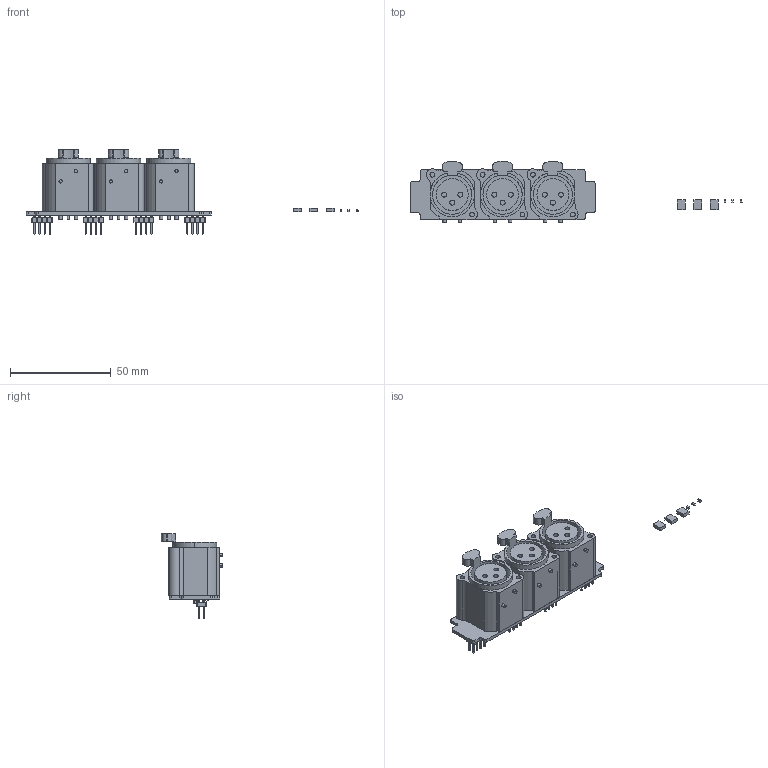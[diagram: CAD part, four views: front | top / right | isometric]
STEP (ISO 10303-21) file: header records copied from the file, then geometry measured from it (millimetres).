
FILE_DESCRIPTION(('Open CASCADE Model'),'2;1');
FILE_NAME('Open CASCADE Shape Model','2020-04-01T00:13:32',('Author'),( 'Open CASCADE'),'Open CASCADE STEP processor 6.8','Open CASCADE 6.8' ,'Unknown');
FILE_SCHEMA(('AUTOMOTIVE_DESIGN { 1 0 10303 214 1 1 1 1 }'));
Length unit declared in the file: millimetre
Products named in the file (23): PCB; Board; Open CASCADE STEP translator 6.8 2.1.1; J4; 61030821121; 6100xx21121_PIN; 61000821121; J3; J2; IC3; 7104843744; Extruded; IC2; IC1; C3; capacitor_0603; C2; C1; X3; 3-d-nc3faav1; X2; X1; J1
Assembly tree (38 placements, depth 4):
  PCB
    Board
      Open CASCADE STEP translator 6.8 2.1.1
    J4
      61030821121
        6100xx21121_PIN  x8
        61000821121
    J3
      61030821121
        6100xx21121_PIN  x8
        61000821121
    J2
      61030821121
        6100xx21121_PIN  x8
        61000821121
    IC3
      7104843744
        Extruded
    IC2
      7104843744
        Extruded
    IC1
      7104843744
        Extruded
    C3
      capacitor_0603
    C2
      capacitor_0603
    C1
      capacitor_0603
    X3
      3-d-nc3faav1
    X2
      3-d-nc3faav1
    X1
      3-d-nc3faav1
    J1
      61030821121
        6100xx21121_PIN  x8
        61000821121
Bounding box: 165 x 30.62 x 42.12 mm (x, y, z)
Volume: 40992.4 mm3; surface area: 24224.6 mm2
Topology: 46 solids, 46 shells, 1257 faces, 3080 edges, 1924 vertices
Faces by surface type: plane 974, cylinder 259, bspline 24
Full cylindrical faces by diameter (mm): 1.2 x3, 1.6 x6
Entity records: 9036 total; most frequent: CARTESIAN_POINT 1430, DIRECTION 1338, ORIENTED_EDGE 1248, EDGE_CURVE 624, LINE 458, VECTOR 458, AXIS2_PLACEMENT_3D 440, VERTEX_POINT 404
